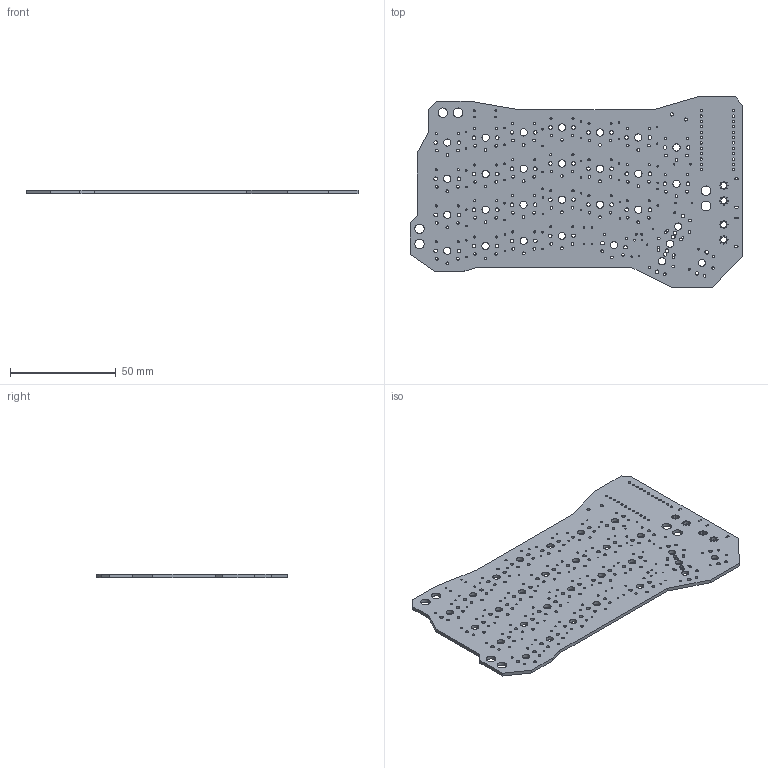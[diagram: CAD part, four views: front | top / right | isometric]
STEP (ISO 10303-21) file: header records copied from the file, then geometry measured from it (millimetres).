
FILE_DESCRIPTION(('KiCad electronic assembly'),'2;1');
FILE_NAME('ErgoTravel.step','2022-03-11T15:28:33',('Pcbnew'),('Kicad'), 'Open CASCADE STEP processor 7.5','KiCad to STEP converter','Unknown' );
FILE_SCHEMA(('AUTOMOTIVE_DESIGN { 1 0 10303 214 1 1 1 1 }'));
Length unit declared in the file: millimetre
Products named in the file (2): ErgoTravel 1; ErgoTravel PCB
Assembly tree (1 placements, depth 2):
  ErgoTravel 1
    ErgoTravel PCB
Bounding box: 157 x 90 x 1.6 mm (x, y, z)
Volume: 18102.3 mm3; surface area: 25865.9 mm2
Topology: 1 solids, 1 shells, 400 faces, 1194 edges, 796 vertices
Faces by surface type: cylinder 370, plane 30
Full cylindrical faces by diameter (mm): 0.4 x32, 0.7 x56, 0.8 x4, 0.991 x58, 1 x2, 1.092 x24, 1.27 x87, 1.5 x2, 1.702 x58, 2.8 x4, 3.429 x29, 4.5 x6
Entity records: 33151 total; most frequent: CARTESIAN_POINT 9220, DIRECTION 4386, ORIENTED_EDGE 2388, PCURVE 2388, DEFINITIONAL_REPRESENTATION 2388, LINE 2102, VECTOR 2102, EDGE_CURVE 1194
